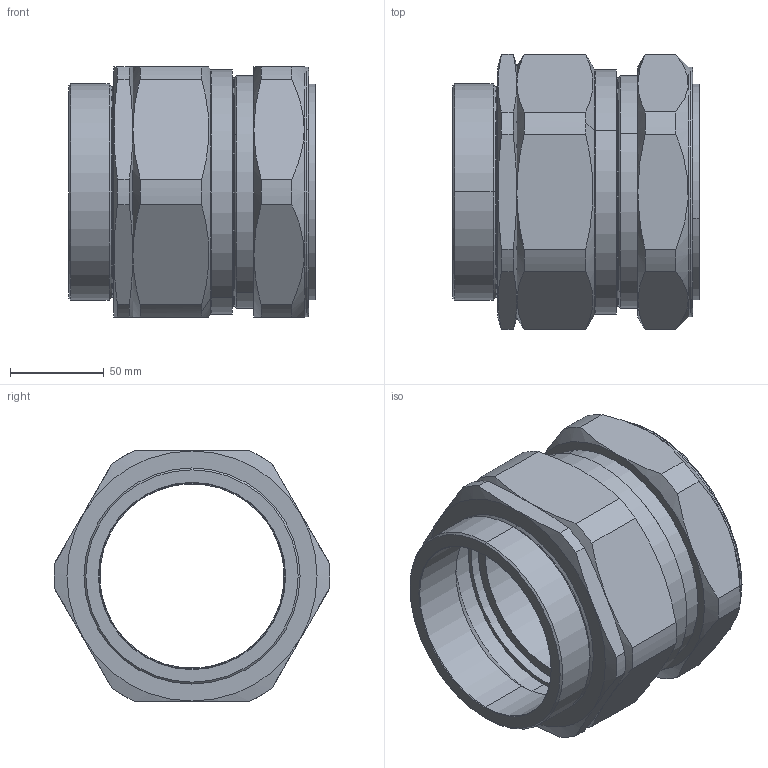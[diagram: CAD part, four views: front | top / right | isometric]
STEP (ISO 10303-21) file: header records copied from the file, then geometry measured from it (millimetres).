
FILE_DESCRIPTION (( 'STEP AP203' ), '1' );
FILE_NAME ('CX 115.step', '2015-12-01T15:39:09', ( 'bel_it' ), ( '' ), 'SwSTEP 2.0', 'SolidWorks 2014', '' );
FILE_SCHEMA (( 'CONFIG_CONTROL_DESIGN' ));
Length unit declared in the file: millimetre
Products named in the file (1): CX 115
Bounding box: 131.05 x 146.67 x 133.4 mm (x, y, z)
Surface area: 129998.1 mm2 (no closed solid volume)
Topology: 0 solids, 7 shells, 127 faces, 310 edges, 194 vertices
Faces by surface type: cone 46, cylinder 44, plane 29, torus 8
Entity records: 4163 total; most frequent: CARTESIAN_POINT 1078, DIRECTION 674, ORIENTED_EDGE 592, EDGE_CURVE 310, AXIS2_PLACEMENT_3D 286, VERTEX_POINT 194, CIRCLE 158, EDGE_LOOP 138
